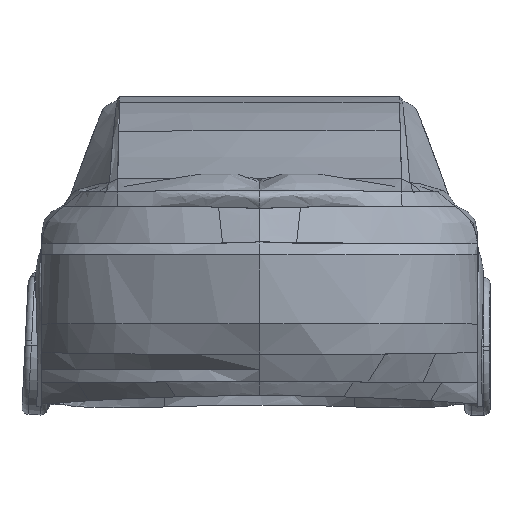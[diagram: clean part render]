
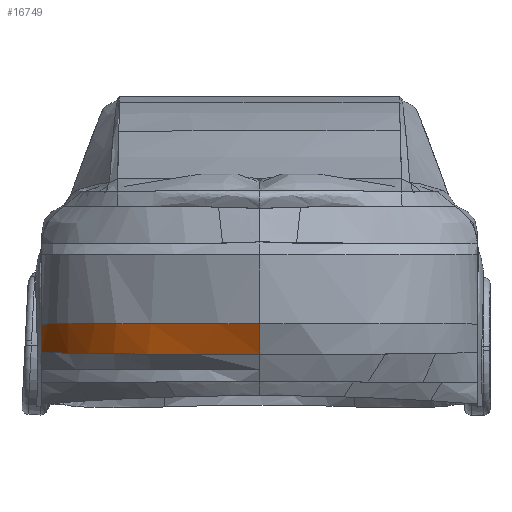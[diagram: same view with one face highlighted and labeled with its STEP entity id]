
A CAD part, left-side view. The second image highlights one B-rep face of the part: STEP entity #16749.
In plain terms, the highlighted free-form (B-spline) face has degree [5, 1] with [20, 2] control points.
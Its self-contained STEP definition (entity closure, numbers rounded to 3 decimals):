
#16643=CARTESIAN_POINT('Control Point',(-634.843,0.,88.882)) ;
#16644=CARTESIAN_POINT('Control Point',(-621.018,0.,64.784)) ;
#16645=CARTESIAN_POINT('Control Point',(-634.052,6.926,88.883)) ;
#16646=CARTESIAN_POINT('Control Point',(-620.57,6.583,64.791)) ;
#16647=CARTESIAN_POINT('Control Point',(-632.96,13.74,88.884)) ;
#16648=CARTESIAN_POINT('Control Point',(-619.937,13.149,64.796)) ;
#16649=CARTESIAN_POINT('Control Point',(-630.993,23.198,88.884)) ;
#16650=CARTESIAN_POINT('Control Point',(-618.783,22.392,64.798)) ;
#16651=CARTESIAN_POINT('Control Point',(-628.426,32.432,88.882)) ;
#16652=CARTESIAN_POINT('Control Point',(-617.262,31.603,64.795)) ;
#16653=CARTESIAN_POINT('Control Point',(-622.568,50.058,88.878)) ;
#16654=CARTESIAN_POINT('Control Point',(-613.582,49.362,64.782)) ;
#16655=CARTESIAN_POINT('Control Point',(-618.254,61.074,88.875)) ;
#16656=CARTESIAN_POINT('Control Point',(-610.67,60.539,64.768)) ;
#16657=CARTESIAN_POINT('Control Point',(-612.671,74.742,88.875)) ;
#16658=CARTESIAN_POINT('Control Point',(-606.314,74.152,64.753)) ;
#16659=CARTESIAN_POINT('Control Point',(-608.281,85.981,88.881)) ;
#16660=CARTESIAN_POINT('Control Point',(-602.13,84.88,64.751)) ;
#16661=CARTESIAN_POINT('Control Point',(-601.896,100.361,88.886)) ;
#16662=CARTESIAN_POINT('Control Point',(-595.693,98.428,64.776)) ;
#16663=CARTESIAN_POINT('Control Point',(-599.018,106.24,88.887)) ;
#16664=CARTESIAN_POINT('Control Point',(-592.78,103.962,64.794)) ;
#16665=CARTESIAN_POINT('Control Point',(-592.906,116.957,88.884)) ;
#16666=CARTESIAN_POINT('Control Point',(-586.819,114.183,64.843)) ;
#16667=CARTESIAN_POINT('Control Point',(-587.302,124.643,88.877)) ;
#16668=CARTESIAN_POINT('Control Point',(-581.71,121.746,64.901)) ;
#16669=CARTESIAN_POINT('Control Point',(-577.365,135.729,88.87)) ;
#16670=CARTESIAN_POINT('Control Point',(-572.976,132.9,65.027)) ;
#16671=CARTESIAN_POINT('Control Point',(-569.469,143.766,88.887)) ;
#16672=CARTESIAN_POINT('Control Point',(-565.713,140.736,65.154)) ;
#16673=CARTESIAN_POINT('Control Point',(-556.211,156.201,88.91)) ;
#16674=CARTESIAN_POINT('Control Point',(-552.701,152.595,65.418)) ;
#16675=CARTESIAN_POINT('Control Point',(-546.52,163.544,88.875)) ;
#16676=CARTESIAN_POINT('Control Point',(-543.004,159.94,65.64)) ;
#16677=CARTESIAN_POINT('Control Point',(-535.563,169.035,88.731)) ;
#16678=CARTESIAN_POINT('Control Point',(-532.413,166.588,65.907)) ;
#16679=CARTESIAN_POINT('Control Point',(-528.905,171.564,88.613)) ;
#16680=CARTESIAN_POINT('Control Point',(-526.085,170.152,66.074)) ;
#16681=CARTESIAN_POINT('Control Point',(-521.835,173.49,88.459)) ;
#16682=CARTESIAN_POINT('Control Point',(-519.466,173.49,66.255)) ;
#16684=CARTESIAN_POINT('Control Point',(-634.843,0.,88.882)) ;
#16685=CARTESIAN_POINT('Control Point',(-634.052,6.926,88.883)) ;
#16686=CARTESIAN_POINT('Control Point',(-632.96,13.74,88.884)) ;
#16687=CARTESIAN_POINT('Control Point',(-630.993,23.198,88.884)) ;
#16688=CARTESIAN_POINT('Control Point',(-628.426,32.432,88.882)) ;
#16689=CARTESIAN_POINT('Control Point',(-622.568,50.058,88.878)) ;
#16690=CARTESIAN_POINT('Control Point',(-618.254,61.074,88.875)) ;
#16691=CARTESIAN_POINT('Control Point',(-612.671,74.742,88.875)) ;
#16692=CARTESIAN_POINT('Control Point',(-608.281,85.981,88.881)) ;
#16693=CARTESIAN_POINT('Control Point',(-601.896,100.361,88.886)) ;
#16694=CARTESIAN_POINT('Control Point',(-599.018,106.24,88.887)) ;
#16695=CARTESIAN_POINT('Control Point',(-592.906,116.957,88.884)) ;
#16696=CARTESIAN_POINT('Control Point',(-587.302,124.643,88.877)) ;
#16697=CARTESIAN_POINT('Control Point',(-577.365,135.729,88.87)) ;
#16698=CARTESIAN_POINT('Control Point',(-569.469,143.766,88.887)) ;
#16699=CARTESIAN_POINT('Control Point',(-556.211,156.201,88.91)) ;
#16700=CARTESIAN_POINT('Control Point',(-546.52,163.544,88.875)) ;
#16701=CARTESIAN_POINT('Control Point',(-535.563,169.035,88.731)) ;
#16702=CARTESIAN_POINT('Control Point',(-528.905,171.564,88.613)) ;
#16703=CARTESIAN_POINT('Control Point',(-521.835,173.49,88.459)) ;
#16704=CARTESIAN_POINT('Vertex',(-634.843,0.,88.882)) ;
#16706=CARTESIAN_POINT('Vertex',(-521.835,173.49,88.459)) ;
#16710=CARTESIAN_POINT('Control Point',(-521.835,173.49,88.459)) ;
#16711=CARTESIAN_POINT('Control Point',(-519.466,173.49,66.255)) ;
#16712=CARTESIAN_POINT('Vertex',(-519.466,173.49,66.255)) ;
#16716=CARTESIAN_POINT('Control Point',(-621.018,0.,64.784)) ;
#16717=CARTESIAN_POINT('Control Point',(-620.57,6.583,64.791)) ;
#16718=CARTESIAN_POINT('Control Point',(-619.937,13.149,64.796)) ;
#16719=CARTESIAN_POINT('Control Point',(-618.783,22.392,64.798)) ;
#16720=CARTESIAN_POINT('Control Point',(-617.262,31.603,64.795)) ;
#16721=CARTESIAN_POINT('Control Point',(-613.582,49.362,64.782)) ;
#16722=CARTESIAN_POINT('Control Point',(-610.67,60.539,64.768)) ;
#16723=CARTESIAN_POINT('Control Point',(-606.314,74.152,64.753)) ;
#16724=CARTESIAN_POINT('Control Point',(-602.13,84.88,64.751)) ;
#16725=CARTESIAN_POINT('Control Point',(-595.693,98.428,64.776)) ;
#16726=CARTESIAN_POINT('Control Point',(-592.78,103.962,64.794)) ;
#16727=CARTESIAN_POINT('Control Point',(-586.819,114.183,64.843)) ;
#16728=CARTESIAN_POINT('Control Point',(-581.71,121.746,64.901)) ;
#16729=CARTESIAN_POINT('Control Point',(-572.976,132.9,65.027)) ;
#16730=CARTESIAN_POINT('Control Point',(-565.713,140.736,65.154)) ;
#16731=CARTESIAN_POINT('Control Point',(-552.701,152.595,65.418)) ;
#16732=CARTESIAN_POINT('Control Point',(-543.004,159.94,65.64)) ;
#16733=CARTESIAN_POINT('Control Point',(-532.413,166.588,65.907)) ;
#16734=CARTESIAN_POINT('Control Point',(-526.085,170.152,66.074)) ;
#16735=CARTESIAN_POINT('Control Point',(-519.466,173.49,66.255)) ;
#16736=CARTESIAN_POINT('Vertex',(-621.018,0.,64.784)) ;
#16740=CARTESIAN_POINT('Control Point',(-634.843,0.,88.882)) ;
#16741=CARTESIAN_POINT('Control Point',(-621.018,0.,64.784)) ;
#16744=ORIENTED_EDGE('',*,*,#16708,.T.) ;
#16745=ORIENTED_EDGE('',*,*,#16714,.T.) ;
#16746=ORIENTED_EDGE('',*,*,#16738,.F.) ;
#16747=ORIENTED_EDGE('',*,*,#16742,.F.) ;
#16749=ADVANCED_FACE('Surface.14',(#16748),#16642,.T.) ;
#16683=B_SPLINE_CURVE_WITH_KNOTS('',5,(#16684,#16685,#16686,#16687,#16688,#16689,#16690,#16691,#16692,#16693,#16694,#16695,#16696,#16697,#16698,#16699,#16700,#16701,#16702,#16703),.UNSPECIFIED.,.F.,.U.,(6,2,2,2,2,2,2,2,6),(0.,33.841,47.761,92.619,106.51,124.847,153.767,179.826,214.384),.UNSPECIFIED.) ;
#16709=B_SPLINE_CURVE_WITH_KNOTS('',1,(#16710,#16711),.UNSPECIFIED.,.F.,.U.,(2,2),(0.,25.081),.UNSPECIFIED.) ;
#16715=B_SPLINE_CURVE_WITH_KNOTS('',5,(#16716,#16717,#16718,#16719,#16720,#16721,#16722,#16723,#16724,#16725,#16726,#16727,#16728,#16729,#16730,#16731,#16732,#16733,#16734,#16735),.UNSPECIFIED.,.F.,.U.,(6,2,2,2,2,2,2,2,6),(0.,33.841,47.761,92.619,106.51,124.847,153.767,179.826,214.384),.UNSPECIFIED.) ;
#16739=B_SPLINE_CURVE_WITH_KNOTS('',1,(#16740,#16741),.UNSPECIFIED.,.F.,.U.,(2,2),(0.,25.081),.UNSPECIFIED.) ;
#16642=B_SPLINE_SURFACE_WITH_KNOTS('',5,1,((#16643,#16644),(#16645,#16646),(#16647,#16648),(#16649,#16650),(#16651,#16652),(#16653,#16654),(#16655,#16656),(#16657,#16658),(#16659,#16660),(#16661,#16662),(#16663,#16664),(#16665,#16666),(#16667,#16668),(#16669,#16670),(#16671,#16672),(#16673,#16674),(#16675,#16676),(#16677,#16678),(#16679,#16680),(#16681,#16682)),.UNSPECIFIED.,.F.,.F.,.U.,(6,2,2,2,2,2,2,2,6),(2,2),(0.,33.841,47.761,92.619,106.51,124.847,153.767,179.826,214.384),(0.,25.081),.UNSPECIFIED.) ;
#16708=EDGE_CURVE('',#16705,#16707,#16683,.T.) ;
#16714=EDGE_CURVE('',#16707,#16713,#16709,.T.) ;
#16738=EDGE_CURVE('',#16737,#16713,#16715,.T.) ;
#16742=EDGE_CURVE('',#16705,#16737,#16739,.T.) ;
#16743=EDGE_LOOP('',(#16744,#16745,#16746,#16747)) ;
#16748=FACE_OUTER_BOUND('',#16743,.T.) ;
#16705=VERTEX_POINT('',#16704) ;
#16707=VERTEX_POINT('',#16706) ;
#16713=VERTEX_POINT('',#16712) ;
#16737=VERTEX_POINT('',#16736) ;
